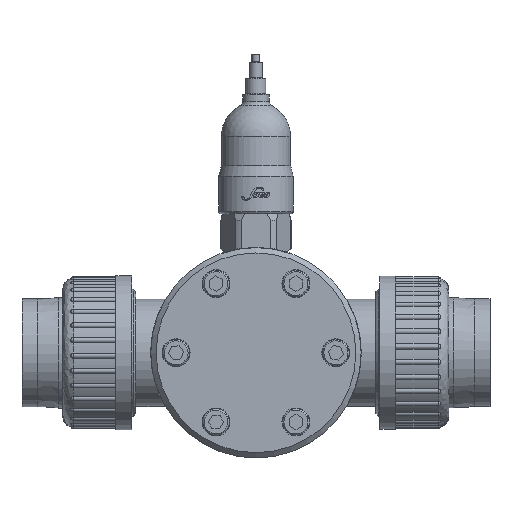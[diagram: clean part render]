
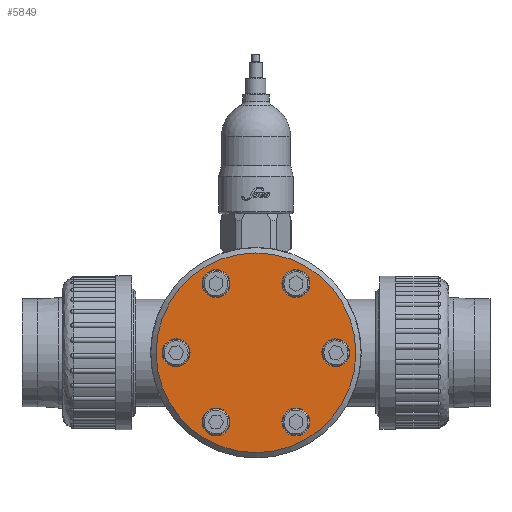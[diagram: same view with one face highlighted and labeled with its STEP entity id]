
A CAD part, front view. The second image highlights one B-rep face of the part: STEP entity #5849.
In plain terms, the highlighted planar face has unit normal (0, -1, 0).
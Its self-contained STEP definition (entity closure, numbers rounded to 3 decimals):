
#97 = VERTEX_POINT ( 'NONE', #16683 ) ;
#180 = VERTEX_POINT ( 'NONE', #15089 ) ;
#553 = CIRCLE ( 'NONE', #12649, 37.5 ) ;
#675 = DIRECTION ( 'NONE',  ( 0., -1., 0. ) ) ;
#719 = DIRECTION ( 'NONE',  ( 0., -1., 0. ) ) ;
#906 = AXIS2_PLACEMENT_3D ( 'NONE', #16066, #17517, #5142 ) ;
#1317 = EDGE_CURVE ( 'NONE', #180, #180, #553, .T. ) ;
#1523 = ORIENTED_EDGE ( 'NONE', *, *, #4253, .F. ) ;
#1711 = DIRECTION ( 'NONE',  ( 0., -1., 0. ) ) ;
#1867 = CIRCLE ( 'NONE', #13724, 5.25 ) ;
#1961 = FACE_OUTER_BOUND ( 'NONE', #13803, .T. ) ;
#2012 = ORIENTED_EDGE ( 'NONE', *, *, #2409, .F. ) ;
#2060 = FACE_BOUND ( 'NONE', #17782, .T. ) ;
#2409 = EDGE_CURVE ( 'NONE', #16513, #16513, #1867, .T. ) ;
#2456 = EDGE_LOOP ( 'NONE', ( #6193 ) ) ;
#3185 = CIRCLE ( 'NONE', #13295, 5.25 ) ;
#3270 = CIRCLE ( 'NONE', #6759, 5.25 ) ;
#3564 = AXIS2_PLACEMENT_3D ( 'NONE', #16713, #1711, #15367 ) ;
#3777 = FACE_BOUND ( 'NONE', #4202, .T. ) ;
#3970 = ORIENTED_EDGE ( 'NONE', *, *, #6574, .F. ) ;
#4062 = EDGE_LOOP ( 'NONE', ( #8727 ) ) ;
#4202 = EDGE_LOOP ( 'NONE', ( #1523 ) ) ;
#4253 = EDGE_CURVE ( 'NONE', #97, #97, #8681, .T. ) ;
#4256 = EDGE_CURVE ( 'NONE', #12606, #12606, #3185, .T. ) ;
#4304 = VERTEX_POINT ( 'NONE', #15337 ) ;
#4859 = DIRECTION ( 'NONE',  ( 0., 1., 0. ) ) ;
#4863 = CARTESIAN_POINT ( 'NONE',  ( -15., 0., -25.981 ) ) ;
#4954 = DIRECTION ( 'NONE',  ( 0., 0., -1. ) ) ;
#4996 = AXIS2_PLACEMENT_3D ( 'NONE', #17512, #719, #4954 ) ;
#5142 = DIRECTION ( 'NONE',  ( 0., 0., -1. ) ) ;
#5585 = AXIS2_PLACEMENT_3D ( 'NONE', #17234, #4859, #13164 ) ;
#5756 = EDGE_CURVE ( 'NONE', #4304, #4304, #11631, .T. ) ;
#5849 = ADVANCED_FACE ( 'NONE', ( #10642, #16148, #14433, #13068, #2060, #3777, #1961 ), #9026, .F. ) ;
#5941 = DIRECTION ( 'NONE',  ( 0., 0., 1. ) ) ;
#6165 = DIRECTION ( 'NONE',  ( 0., 0., -1. ) ) ;
#6193 = ORIENTED_EDGE ( 'NONE', *, *, #5756, .F. ) ;
#6196 = VERTEX_POINT ( 'NONE', #13054 ) ;
#6574 = EDGE_CURVE ( 'NONE', #6196, #6196, #3270, .T. ) ;
#6759 = AXIS2_PLACEMENT_3D ( 'NONE', #7762, #7579, #16153 ) ;
#7579 = DIRECTION ( 'NONE',  ( 0., -1., 0. ) ) ;
#7762 = CARTESIAN_POINT ( 'NONE',  ( 15., 0., 25.981 ) ) ;
#8387 = CARTESIAN_POINT ( 'NONE',  ( -15., 0., -31.231 ) ) ;
#8467 = CIRCLE ( 'NONE', #3564, 5.25 ) ;
#8563 = EDGE_CURVE ( 'NONE', #11623, #11623, #8467, .T. ) ;
#8681 = CIRCLE ( 'NONE', #906, 5.25 ) ;
#8709 = CARTESIAN_POINT ( 'NONE',  ( 15., 0., -25.981 ) ) ;
#8727 = ORIENTED_EDGE ( 'NONE', *, *, #8563, .F. ) ;
#8932 = DIRECTION ( 'NONE',  ( 0., -1., 0. ) ) ;
#9026 = PLANE ( 'NONE',  #5585 ) ;
#9567 = CARTESIAN_POINT ( 'NONE',  ( 15., 0., -31.231 ) ) ;
#10261 = CARTESIAN_POINT ( 'NONE',  ( -30., 0., -5.25 ) ) ;
#10642 = FACE_BOUND ( 'NONE', #4062, .T. ) ;
#10648 = DIRECTION ( 'NONE',  ( 0., -1., 0. ) ) ;
#11542 = CARTESIAN_POINT ( 'NONE',  ( 0., 0., 0. ) ) ;
#11623 = VERTEX_POINT ( 'NONE', #10261 ) ;
#11631 = CIRCLE ( 'NONE', #4996, 5.25 ) ;
#12606 = VERTEX_POINT ( 'NONE', #8387 ) ;
#12649 = AXIS2_PLACEMENT_3D ( 'NONE', #11542, #8932, #5941 ) ;
#13054 = CARTESIAN_POINT ( 'NONE',  ( 15., 0., 20.731 ) ) ;
#13068 = FACE_BOUND ( 'NONE', #2456, .T. ) ;
#13164 = DIRECTION ( 'NONE',  ( 0., 0., 1. ) ) ;
#13258 = DIRECTION ( 'NONE',  ( 0., 0., -1. ) ) ;
#13295 = AXIS2_PLACEMENT_3D ( 'NONE', #4863, #10648, #13258 ) ;
#13724 = AXIS2_PLACEMENT_3D ( 'NONE', #8709, #675, #6165 ) ;
#13803 = EDGE_LOOP ( 'NONE', ( #15819 ) ) ;
#14301 = EDGE_LOOP ( 'NONE', ( #2012 ) ) ;
#14433 = FACE_BOUND ( 'NONE', #14301, .T. ) ;
#14948 = ORIENTED_EDGE ( 'NONE', *, *, #4256, .F. ) ;
#15089 = CARTESIAN_POINT ( 'NONE',  ( 0., 0., 37.5 ) ) ;
#15337 = CARTESIAN_POINT ( 'NONE',  ( 30., 0., -5.25 ) ) ;
#15367 = DIRECTION ( 'NONE',  ( 0., 0., -1. ) ) ;
#15435 = EDGE_LOOP ( 'NONE', ( #14948 ) ) ;
#15819 = ORIENTED_EDGE ( 'NONE', *, *, #1317, .T. ) ;
#16066 = CARTESIAN_POINT ( 'NONE',  ( -15., 0., 25.981 ) ) ;
#16148 = FACE_BOUND ( 'NONE', #15435, .T. ) ;
#16153 = DIRECTION ( 'NONE',  ( 0., 0., -1. ) ) ;
#16513 = VERTEX_POINT ( 'NONE', #9567 ) ;
#16683 = CARTESIAN_POINT ( 'NONE',  ( -15., 0., 20.731 ) ) ;
#16713 = CARTESIAN_POINT ( 'NONE',  ( -30., 0., 0. ) ) ;
#17234 = CARTESIAN_POINT ( 'NONE',  ( 0., 0., 0. ) ) ;
#17512 = CARTESIAN_POINT ( 'NONE',  ( 30., 0., 0. ) ) ;
#17517 = DIRECTION ( 'NONE',  ( 0., -1., 0. ) ) ;
#17782 = EDGE_LOOP ( 'NONE', ( #3970 ) ) ;
